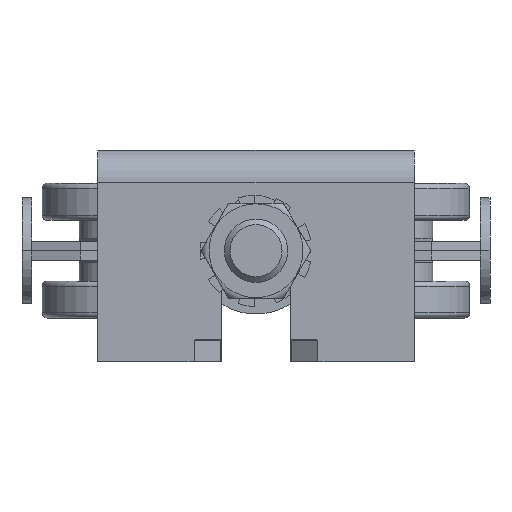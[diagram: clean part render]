
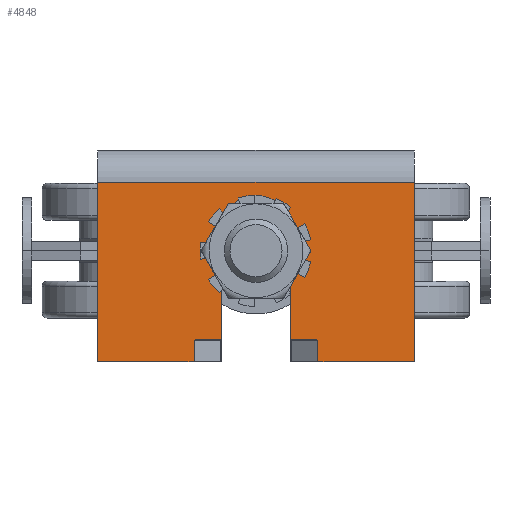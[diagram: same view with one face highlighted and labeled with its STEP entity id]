
A CAD part, front view. The second image highlights one B-rep face of the part: STEP entity #4848.
In plain terms, the highlighted planar face has unit normal (0, -1, 0).
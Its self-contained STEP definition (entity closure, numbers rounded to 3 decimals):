
#314=CIRCLE('',#5434,6.5);
#602=PLANE('',#5433);
#754=FACE_OUTER_BOUND('',#1024,.T.);
#1024=EDGE_LOOP('',(#3527,#3528,#3529,#3530,#3531,#3532,#3533,#3534,#3535,
#3536,#3537,#3538,#3539,#3540,#3541,#3542));
#1381=LINE('',#7745,#1740);
#1385=LINE('',#7753,#1744);
#1386=LINE('',#7756,#1745);
#1387=LINE('',#7758,#1746);
#1388=LINE('',#7760,#1747);
#1389=LINE('',#7762,#1748);
#1390=LINE('',#7764,#1749);
#1391=LINE('',#7766,#1750);
#1392=LINE('',#7768,#1751);
#1393=LINE('',#7770,#1752);
#1394=LINE('',#7772,#1753);
#1395=LINE('',#7774,#1754);
#1396=LINE('',#7778,#1755);
#1397=LINE('',#7780,#1756);
#1398=LINE('',#7781,#1757);
#1740=VECTOR('',#6212,10.);
#1744=VECTOR('',#6218,10.);
#1745=VECTOR('',#6221,10.);
#1746=VECTOR('',#6222,10.);
#1747=VECTOR('',#6223,10.);
#1748=VECTOR('',#6224,10.);
#1749=VECTOR('',#6225,10.);
#1750=VECTOR('',#6226,10.);
#1751=VECTOR('',#6227,10.);
#1752=VECTOR('',#6228,10.);
#1753=VECTOR('',#6229,10.);
#1754=VECTOR('',#6230,10.);
#1755=VECTOR('',#6233,10.);
#1756=VECTOR('',#6234,10.);
#1757=VECTOR('',#6235,10.);
#2108=VERTEX_POINT('',#7741);
#2109=VERTEX_POINT('',#7743);
#2112=VERTEX_POINT('',#7751);
#2113=VERTEX_POINT('',#7755);
#2114=VERTEX_POINT('',#7757);
#2115=VERTEX_POINT('',#7759);
#2116=VERTEX_POINT('',#7761);
#2117=VERTEX_POINT('',#7763);
#2118=VERTEX_POINT('',#7765);
#2119=VERTEX_POINT('',#7767);
#2120=VERTEX_POINT('',#7769);
#2121=VERTEX_POINT('',#7771);
#2122=VERTEX_POINT('',#7773);
#2123=VERTEX_POINT('',#7775);
#2124=VERTEX_POINT('',#7777);
#2125=VERTEX_POINT('',#7779);
#2659=EDGE_CURVE('',#2108,#2109,#1381,.T.);
#2663=EDGE_CURVE('',#2109,#2112,#1385,.T.);
#2664=EDGE_CURVE('',#2113,#2112,#1386,.T.);
#2665=EDGE_CURVE('',#2113,#2114,#1387,.T.);
#2666=EDGE_CURVE('',#2114,#2115,#1388,.T.);
#2667=EDGE_CURVE('',#2115,#2116,#1389,.T.);
#2668=EDGE_CURVE('',#2117,#2116,#1390,.T.);
#2669=EDGE_CURVE('',#2117,#2118,#1391,.T.);
#2670=EDGE_CURVE('',#2118,#2119,#1392,.T.);
#2671=EDGE_CURVE('',#2119,#2120,#1393,.T.);
#2672=EDGE_CURVE('',#2120,#2121,#1394,.T.);
#2673=EDGE_CURVE('',#2121,#2122,#1395,.T.);
#2674=EDGE_CURVE('',#2122,#2123,#314,.T.);
#2675=EDGE_CURVE('',#2123,#2124,#1396,.T.);
#2676=EDGE_CURVE('',#2124,#2125,#1397,.T.);
#2677=EDGE_CURVE('',#2125,#2108,#1398,.T.);
#3527=ORIENTED_EDGE('',*,*,#2659,.T.);
#3528=ORIENTED_EDGE('',*,*,#2663,.T.);
#3529=ORIENTED_EDGE('',*,*,#2664,.F.);
#3530=ORIENTED_EDGE('',*,*,#2665,.T.);
#3531=ORIENTED_EDGE('',*,*,#2666,.T.);
#3532=ORIENTED_EDGE('',*,*,#2667,.T.);
#3533=ORIENTED_EDGE('',*,*,#2668,.F.);
#3534=ORIENTED_EDGE('',*,*,#2669,.T.);
#3535=ORIENTED_EDGE('',*,*,#2670,.T.);
#3536=ORIENTED_EDGE('',*,*,#2671,.T.);
#3537=ORIENTED_EDGE('',*,*,#2672,.T.);
#3538=ORIENTED_EDGE('',*,*,#2673,.T.);
#3539=ORIENTED_EDGE('',*,*,#2674,.T.);
#3540=ORIENTED_EDGE('',*,*,#2675,.T.);
#3541=ORIENTED_EDGE('',*,*,#2676,.T.);
#3542=ORIENTED_EDGE('',*,*,#2677,.T.);
#4848=ADVANCED_FACE('',(#754),#602,.T.);
#5433=AXIS2_PLACEMENT_3D('',#7754,#6219,#6220);
#5434=AXIS2_PLACEMENT_3D('',#7776,#6231,#6232);
#6212=DIRECTION('',(0.,0.,-1.));
#6218=DIRECTION('',(-1.,0.,0.));
#6219=DIRECTION('center_axis',(0.,-1.,0.));
#6220=DIRECTION('ref_axis',(0.,0.,-1.));
#6221=DIRECTION('',(0.,0.,1.));
#6222=DIRECTION('',(1.,0.,0.));
#6223=DIRECTION('',(0.,0.,1.));
#6224=DIRECTION('',(-1.,0.,0.));
#6225=DIRECTION('',(0.,0.,1.));
#6226=DIRECTION('',(1.,0.,0.));
#6227=DIRECTION('',(0.,0.,-1.));
#6228=DIRECTION('',(1.,0.,0.));
#6229=DIRECTION('',(0.,0.,-1.));
#6230=DIRECTION('',(1.,0.,0.));
#6231=DIRECTION('center_axis',(0.,1.,0.));
#6232=DIRECTION('ref_axis',(0.,0.,-1.));
#6233=DIRECTION('',(-1.,0.,0.));
#6234=DIRECTION('',(0.,0.,-1.));
#6235=DIRECTION('',(-1.,0.,0.));
#7741=CARTESIAN_POINT('',(250.318,180.76,18.5));
#7743=CARTESIAN_POINT('',(250.318,180.76,18.267));
#7745=CARTESIAN_POINT('',(250.318,180.76,10.773));
#7751=CARTESIAN_POINT('',(246.318,180.76,18.267));
#7753=CARTESIAN_POINT('',(263.318,180.76,18.267));
#7754=CARTESIAN_POINT('Origin',(280.318,180.76,0.));
#7755=CARTESIAN_POINT('',(246.318,180.76,0.));
#7756=CARTESIAN_POINT('',(246.318,180.76,0.));
#7757=CARTESIAN_POINT('',(280.318,180.76,0.));
#7758=CARTESIAN_POINT('',(246.318,180.76,0.));
#7759=CARTESIAN_POINT('',(280.318,180.76,60.));
#7760=CARTESIAN_POINT('',(280.318,180.76,0.));
#7761=CARTESIAN_POINT('',(246.318,180.76,60.));
#7762=CARTESIAN_POINT('',(246.318,180.76,60.));
#7763=CARTESIAN_POINT('',(246.318,180.76,41.733));
#7764=CARTESIAN_POINT('',(246.318,180.76,0.));
#7765=CARTESIAN_POINT('',(250.318,180.76,41.733));
#7766=CARTESIAN_POINT('',(263.318,180.76,41.733));
#7767=CARTESIAN_POINT('',(250.318,180.76,41.5));
#7768=CARTESIAN_POINT('',(250.318,180.76,19.227));
#7769=CARTESIAN_POINT('',(250.418,180.76,41.5));
#7770=CARTESIAN_POINT('',(265.318,180.76,41.5));
#7771=CARTESIAN_POINT('',(250.418,180.76,36.5));
#7772=CARTESIAN_POINT('',(250.418,180.76,20.75));
#7773=CARTESIAN_POINT('',(271.318,180.76,36.5));
#7774=CARTESIAN_POINT('',(275.818,180.76,36.5));
#7775=CARTESIAN_POINT('',(271.318,180.76,23.5));
#7776=CARTESIAN_POINT('Origin',(271.318,180.76,30.));
#7777=CARTESIAN_POINT('',(250.418,180.76,23.5));
#7778=CARTESIAN_POINT('',(263.318,180.76,23.5));
#7779=CARTESIAN_POINT('',(250.418,180.76,18.5));
#7780=CARTESIAN_POINT('',(250.418,180.76,20.75));
#7781=CARTESIAN_POINT('',(265.368,180.76,18.5));
